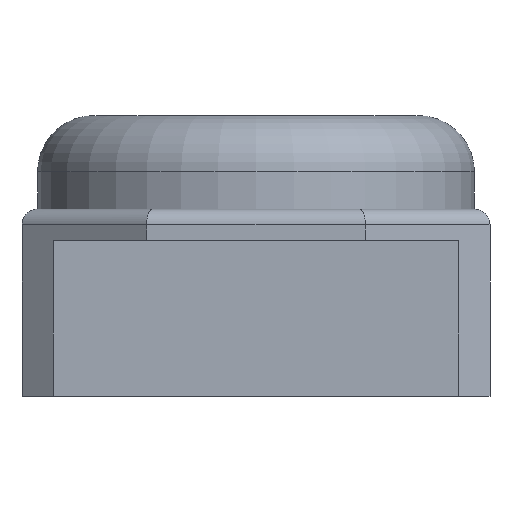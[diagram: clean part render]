
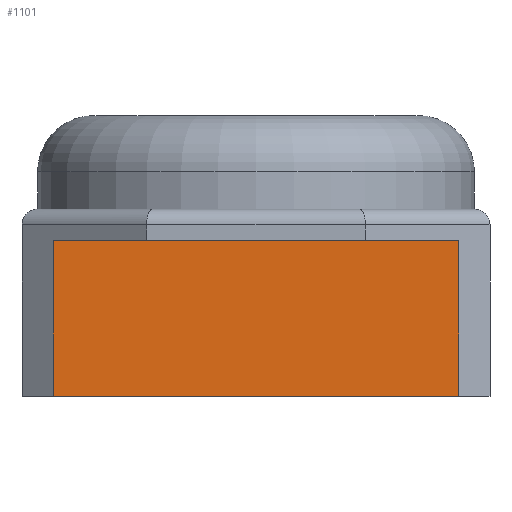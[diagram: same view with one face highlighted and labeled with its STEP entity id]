
A CAD part, left-side view. The second image highlights one B-rep face of the part: STEP entity #1101.
In plain terms, the highlighted planar face has unit normal (-1, 0, 0).
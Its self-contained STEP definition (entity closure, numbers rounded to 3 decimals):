
#13=DIRECTION('',(0.,0.,1.));
#27=VECTOR('',#13,1.);
#144=DIRECTION('',(1.,0.,0.));
#209=VECTOR('',#210,1.);
#210=DIRECTION('',(0.,-1.,0.));
#750=VERTEX_POINT('',#751);
#751=CARTESIAN_POINT('',(-0.85,-0.65,0.01));
#756=VERTEX_POINT('',#757);
#757=CARTESIAN_POINT('',(-0.85,0.65,0.01));
#760=EDGE_CURVE('',#756,#750,#761,.T.);
#761=LINE('',#757,#209);
#844=VERTEX_POINT('',#845);
#845=CARTESIAN_POINT('',(-0.85,0.65,0.51));
#848=EDGE_CURVE('',#756,#844,#849,.T.);
#849=LINE('',#757,#27);
#1086=EDGE_CURVE('',#750,#1087,#1089,.T.);
#1087=VERTEX_POINT('',#1088);
#1088=CARTESIAN_POINT('',(-0.85,-0.65,0.51));
#1089=LINE('',#751,#27);
#1101=ADVANCED_FACE('',(#1102),#1110,.F.);
#1102=FACE_BOUND('',#1103,.F.);
#1103=EDGE_LOOP('',(#1104,#1105,#1108,#1109));
#1104=ORIENTED_EDGE('',*,*,#848,.T.);
#1105=ORIENTED_EDGE('',*,*,#1106,.T.);
#1106=EDGE_CURVE('',#844,#1087,#1107,.T.);
#1107=LINE('',#845,#209);
#1108=ORIENTED_EDGE('',*,*,#1086,.F.);
#1109=ORIENTED_EDGE('',*,*,#760,.F.);
#1110=PLANE('',#1111);
#1111=AXIS2_PLACEMENT_3D('',#757,#144,#210);
